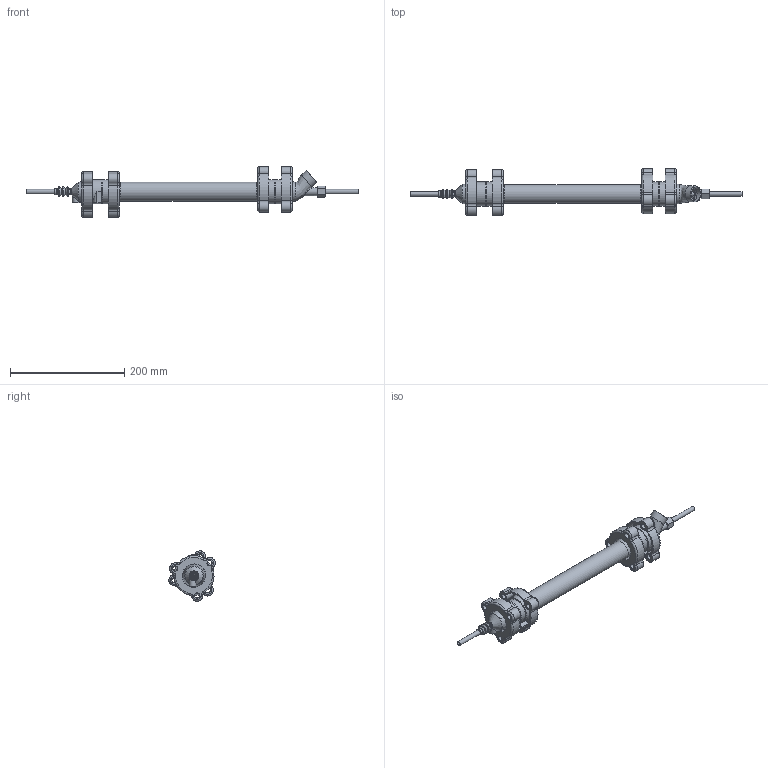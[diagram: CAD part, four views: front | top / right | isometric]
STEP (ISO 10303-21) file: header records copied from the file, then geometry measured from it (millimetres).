
FILE_DESCRIPTION(/* description */ (''),/* implementation_level */ '2;1');
FILE_NAME(/* name */ 'Exponat step submitted.stp',/* time_stamp */ '2017-03-28T10:48:28-07:00',/* author */ ('rth'),/* organization */ (''),/* preprocessor_version */ 'ST-DEVELOPER v16.5',/* originating_system */ 'Autodesk Inventor 2017',/* authorisation */ '');
FILE_SCHEMA (('AUTOMOTIVE_DESIGN { 1 0 10303 214 3 1 1 }'));
Products named in the file (26): Zusammenbau DN25 Glas; Glasrohr; Flachdichtung DN 25; Flachdichtung DN 25_1; Innereien DN 25 180° Version; ME06 DN 25 L50 180°; Zwischenrohr 8x1; V01 90Grad; Zwischenrohr 8x1_1; ME06 DN 25 L50 180°_1; Zwischenrohr 8x1_2; V01 90Grad_1; Zwischenrohr 8x1_3; ME06 DN 25 L50 180°_2; Zwischenrohr 8x1_4; V01 90Grad_2; Rohr 8 x 1 zu-Ablauf; Rohr 8 x 1 zu-Ablauf_1; Endstück Fest fertig bearbeitet; Endstück Loslager bearbeitet; Glas-Losflansch; Glas-Losflansch_1; Glas-Losflansch_2; Glas-Losflansch_3; SR_5008LS_2; SR_5018L_3
Assembly tree (25 placements, depth 3):
  Zusammenbau DN25 Glas
    Glasrohr
    Flachdichtung DN 25
    Flachdichtung DN 25_1
    Innereien DN 25 180° Version
      ME06 DN 25 L50 180°
      Zwischenrohr 8x1
      V01 90Grad
      Zwischenrohr 8x1_1
      ME06 DN 25 L50 180°_1
      Zwischenrohr 8x1_2
      V01 90Grad_1
      Zwischenrohr 8x1_3
      ME06 DN 25 L50 180°_2
      Zwischenrohr 8x1_4
      V01 90Grad_2
      Rohr 8 x 1 zu-Ablauf
      Rohr 8 x 1 zu-Ablauf_1
    Endstück Fest fertig bearbeitet
    Endstück Loslager bearbeitet
    Glas-Losflansch
    Glas-Losflansch_1
    Glas-Losflansch_2
    Glas-Losflansch_3
    SR_5008LS_2
    SR_5018L_3
Bounding box: 580 x 81.24 x 88.01 mm (x, y, z)
Volume: 294461.7 mm3; surface area: 231202.7 mm2
Topology: 24 solids, 24 shells, 723 faces, 1772 edges, 1077 vertices
Faces by surface type: bspline 289, cylinder 200, plane 104, torus 66, cone 64
Full cylindrical faces by diameter (mm): 7 x7, 8 x9, 8.2 x6, 8.3 x4, 9 x12, 10.2 x6, 11 x2, 14 x2, 24 x1, 25 x1, 26 x2, 26.2 x3, 28 x1, 29.2 x2, 33 x1, 39.4 x2, 41 x4, 42.2 x4, 42.4 x2, 47 x4
Entity records: 44628 total; most frequent: CARTESIAN_POINT 28808, ORIENTED_EDGE 3100, DIRECTION 2804, EDGE_CURVE 1550, AXIS2_PLACEMENT_3D 1268, VERTEX_POINT 1034, EDGE_LOOP 954, CIRCLE 780
